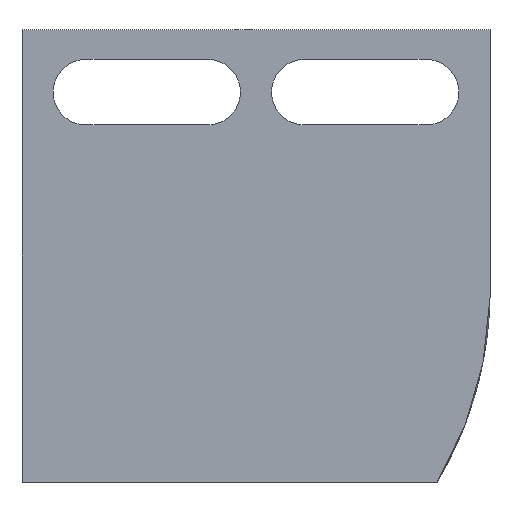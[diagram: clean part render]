
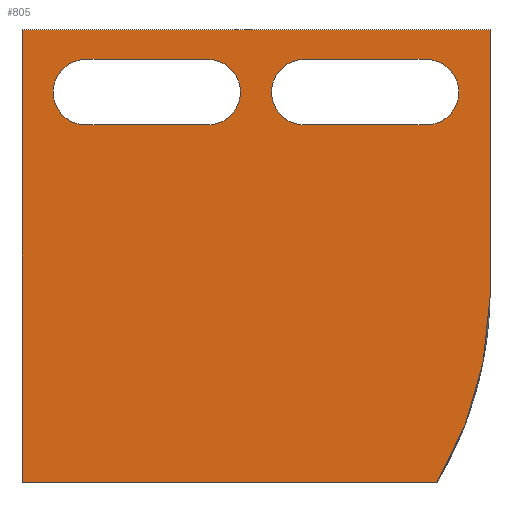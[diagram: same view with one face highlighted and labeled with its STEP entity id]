
A CAD part, front view. The second image highlights one B-rep face of the part: STEP entity #805.
In plain terms, the highlighted planar face has unit normal (0, -1, 0).
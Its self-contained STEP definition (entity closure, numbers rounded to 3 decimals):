
#49=DIRECTION('',(0.,0.,1.));
#50=VECTOR('',#49,29.);
#51=CARTESIAN_POINT('',(0.,-10.5,-11.));
#52=LINE('',#51,#50);
#123=CARTESIAN_POINT('',(6.046,-10.5,1.309));
#124=DIRECTION('',(0.,-1.,0.));
#125=DIRECTION('',(0.858,0.,-0.514));
#126=AXIS2_PLACEMENT_3D('',#123,#124,#125);
#131=DIRECTION('',(-1.,0.,0.));
#132=VECTOR('',#131,30.);
#133=CARTESIAN_POINT('',(30.,-10.5,18.));
#134=LINE('',#133,#132);
#138=CARTESIAN_POINT('',(18.1,-10.5,14.));
#139=DIRECTION('',(0.,1.,0.));
#140=DIRECTION('',(0.,0.,-1.));
#141=AXIS2_PLACEMENT_3D('',#138,#139,#140);
#146=CARTESIAN_POINT('',(25.9,-10.5,14.));
#147=DIRECTION('',(0.,1.,0.));
#148=DIRECTION('',(0.,0.,1.));
#149=AXIS2_PLACEMENT_3D('',#146,#147,#148);
#154=CARTESIAN_POINT('',(4.1,-10.5,14.));
#155=DIRECTION('',(0.,1.,0.));
#156=DIRECTION('',(0.,0.,-1.));
#157=AXIS2_PLACEMENT_3D('',#154,#155,#156);
#162=CARTESIAN_POINT('',(11.9,-10.5,14.));
#163=DIRECTION('',(0.,1.,0.));
#164=DIRECTION('',(0.,0.,1.));
#165=AXIS2_PLACEMENT_3D('',#162,#163,#164);
#250=DIRECTION('',(0.,0.,-1.));
#251=VECTOR('',#250,17.176);
#252=CARTESIAN_POINT('',(30.,-10.5,18.));
#253=LINE('',#252,#251);
#418=DIRECTION('',(-1.,0.,0.));
#419=VECTOR('',#418,26.601);
#420=CARTESIAN_POINT('',(26.601,-10.5,-11.));
#421=LINE('',#420,#419);
#440=DIRECTION('',(-1.,0.,0.));
#441=VECTOR('',#440,7.8);
#442=CARTESIAN_POINT('',(25.9,-10.5,16.1));
#443=LINE('',#442,#441);
#468=DIRECTION('',(1.,0.,0.));
#469=VECTOR('',#468,7.8);
#470=CARTESIAN_POINT('',(18.1,-10.5,11.9));
#471=LINE('',#470,#469);
#496=DIRECTION('',(-1.,0.,0.));
#497=VECTOR('',#496,7.8);
#498=CARTESIAN_POINT('',(11.9,-10.5,16.1));
#499=LINE('',#498,#497);
#524=DIRECTION('',(1.,0.,0.));
#525=VECTOR('',#524,7.8);
#526=CARTESIAN_POINT('',(4.1,-10.5,11.9));
#527=LINE('',#526,#525);
#648=CARTESIAN_POINT('',(18.1,-10.5,11.9));
#649=CARTESIAN_POINT('',(25.9,-10.5,11.9));
#650=VERTEX_POINT('',#648);
#651=VERTEX_POINT('',#649);
#656=CARTESIAN_POINT('',(18.1,-10.5,16.1));
#657=VERTEX_POINT('',#656);
#660=CARTESIAN_POINT('',(25.9,-10.5,16.1));
#661=VERTEX_POINT('',#660);
#664=CARTESIAN_POINT('',(4.1,-10.5,11.9));
#665=CARTESIAN_POINT('',(11.9,-10.5,11.9));
#666=VERTEX_POINT('',#664);
#667=VERTEX_POINT('',#665);
#672=CARTESIAN_POINT('',(4.1,-10.5,16.1));
#673=VERTEX_POINT('',#672);
#676=CARTESIAN_POINT('',(11.9,-10.5,16.1));
#677=VERTEX_POINT('',#676);
#680=CARTESIAN_POINT('',(26.601,-10.5,-11.));
#681=CARTESIAN_POINT('',(30.,-10.5,0.824));
#682=VERTEX_POINT('',#680);
#683=VERTEX_POINT('',#681);
#689=CARTESIAN_POINT('',(30.,-10.5,18.));
#690=VERTEX_POINT('',#689);
#691=CARTESIAN_POINT('',(0.,-10.5,18.));
#692=VERTEX_POINT('',#691);
#693=CARTESIAN_POINT('',(0.,-10.5,-11.));
#694=VERTEX_POINT('',#693);
#769=CARTESIAN_POINT('',(0.,-10.5,-11.));
#770=DIRECTION('',(0.,-1.,0.));
#771=DIRECTION('',(0.,0.,-1.));
#772=AXIS2_PLACEMENT_3D('',#769,#770,#771);
#773=PLANE('',#772);
#775=ORIENTED_EDGE('',*,*,#774,.F.);
#777=ORIENTED_EDGE('',*,*,#776,.T.);
#778=ORIENTED_EDGE('',*,*,#746,.T.);
#780=ORIENTED_EDGE('',*,*,#779,.F.);
#782=ORIENTED_EDGE('',*,*,#781,.T.);
#783=EDGE_LOOP('',(#775,#777,#778,#780,#782));
#784=FACE_OUTER_BOUND('',#783,.F.);
#786=ORIENTED_EDGE('',*,*,#785,.T.);
#788=ORIENTED_EDGE('',*,*,#787,.F.);
#790=ORIENTED_EDGE('',*,*,#789,.T.);
#792=ORIENTED_EDGE('',*,*,#791,.F.);
#793=EDGE_LOOP('',(#786,#788,#790,#792));
#794=FACE_BOUND('',#793,.F.);
#796=ORIENTED_EDGE('',*,*,#795,.T.);
#798=ORIENTED_EDGE('',*,*,#797,.F.);
#800=ORIENTED_EDGE('',*,*,#799,.T.);
#802=ORIENTED_EDGE('',*,*,#801,.F.);
#803=EDGE_LOOP('',(#796,#798,#800,#802));
#804=FACE_BOUND('',#803,.F.);
#805=ADVANCED_FACE('',(#784,#794,#804),#773,.T.);
#127=CIRCLE('',#126,23.959);
#142=CIRCLE('',#141,2.1);
#150=CIRCLE('',#149,2.1);
#158=CIRCLE('',#157,2.1);
#166=CIRCLE('',#165,2.1);
#746=EDGE_CURVE('',#694,#692,#52,.T.);
#774=EDGE_CURVE('',#682,#683,#127,.T.);
#776=EDGE_CURVE('',#682,#694,#421,.T.);
#779=EDGE_CURVE('',#690,#692,#134,.T.);
#781=EDGE_CURVE('',#690,#683,#253,.T.);
#785=EDGE_CURVE('',#661,#657,#443,.T.);
#787=EDGE_CURVE('',#650,#657,#142,.T.);
#789=EDGE_CURVE('',#650,#651,#471,.T.);
#791=EDGE_CURVE('',#661,#651,#150,.T.);
#795=EDGE_CURVE('',#677,#673,#499,.T.);
#797=EDGE_CURVE('',#666,#673,#158,.T.);
#799=EDGE_CURVE('',#666,#667,#527,.T.);
#801=EDGE_CURVE('',#677,#667,#166,.T.);
